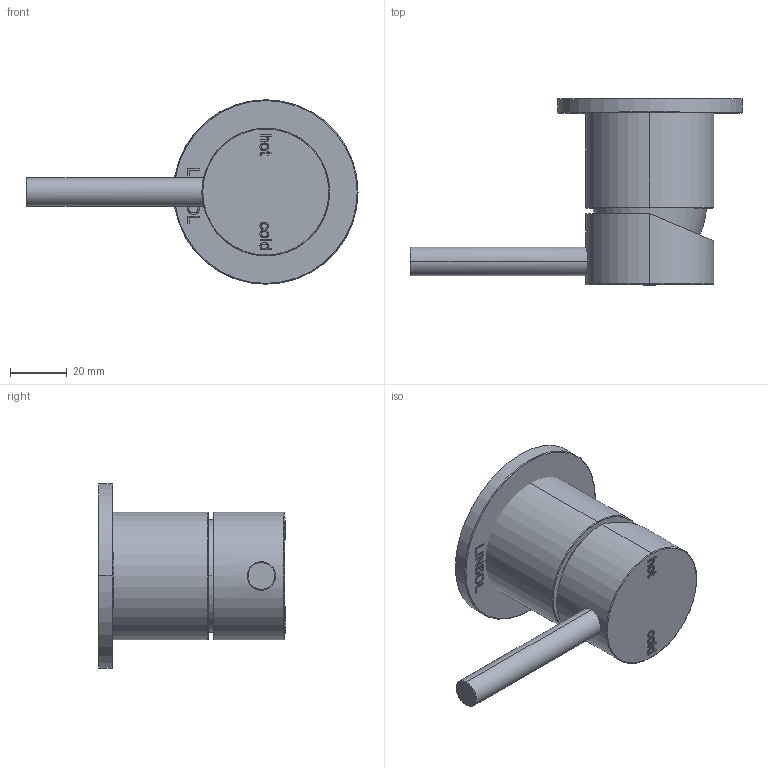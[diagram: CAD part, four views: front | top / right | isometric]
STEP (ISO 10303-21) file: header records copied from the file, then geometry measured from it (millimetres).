
FILE_DESCRIPTION((''),'2;1');
FILE_NAME('YC-81203-BO_6_AF0_ASM_1_ASM_1_ASM','2022-05-21T11:37:20',('怪大叔'),(''),'CREO PARAMETRIC BY PTC INC, 2021063','CREO PARAMETRIC BY PTC INC, 2021063','');
FILE_SCHEMA(('CONFIG_CONTROL_DESIGN'));
Length unit declared in the file: millimetre
Products named in the file (5): YC-81203-BO_6_1_AF0_1_1; 81203BO-LIN; 81203BO-HC; LIN81203BO; YC-81203-BO_6_AF0_ASM_1_ASM_1_ASM
Assembly tree (4 placements, depth 2):
  YC-81203-BO_6_AF0_ASM_1_ASM_1_ASM
    YC-81203-BO_6_1_AF0_1_1
    81203BO-LIN
    81203BO-HC
    LIN81203BO
Bounding box: 117 x 65.7 x 65 mm (x, y, z)
Volume: 123708.6 mm3; surface area: 22761.6 mm2
Topology: 15 solids, 15 shells, 249 faces, 649 edges, 432 vertices
Faces by surface type: extrusion 138, plane 93, cylinder 8, torus 8, bspline 2
Entity records: 8276 total; most frequent: CARTESIAN_POINT 2552, ORIENTED_EDGE 1298, DIRECTION 785, EDGE_CURVE 649, VECTOR 463, VERTEX_POINT 432, B_SPLINE_CURVE_WITH_KNOTS 419, LINE 325
